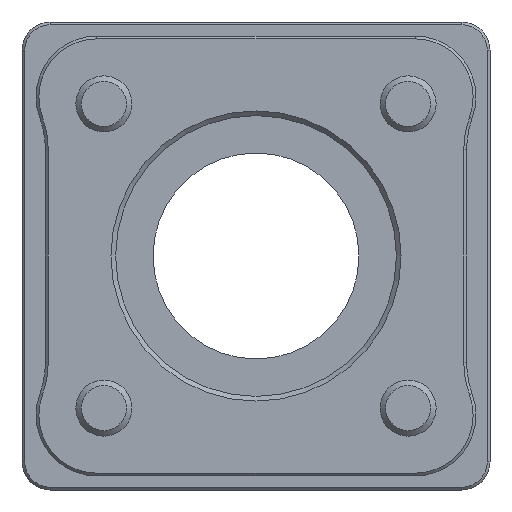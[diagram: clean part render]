
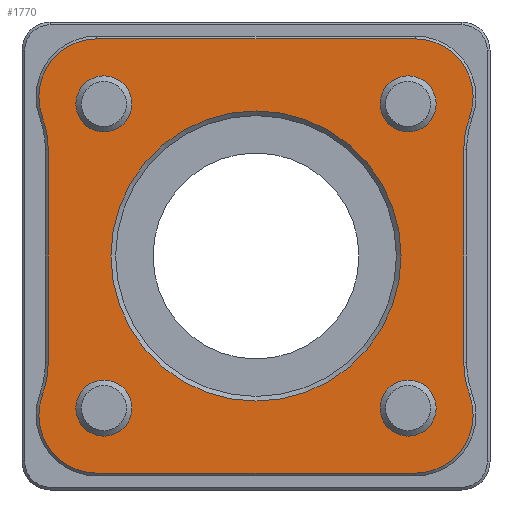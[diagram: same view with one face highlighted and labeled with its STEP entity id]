
A CAD part, front view. The second image highlights one B-rep face of the part: STEP entity #1770.
In plain terms, the highlighted planar face has unit normal (0, -1, 0).
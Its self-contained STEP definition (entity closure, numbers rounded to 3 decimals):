
#87=LINE('',#2838,#235);
#88=LINE('',#2844,#236);
#89=LINE('',#2850,#237);
#90=LINE('',#2856,#238);
#235=VECTOR('',#2281,34.);
#236=VECTOR('',#2286,22.651);
#237=VECTOR('',#2291,34.);
#238=VECTOR('',#2296,22.651);
#351=PLANE('',#1920);
#428=FACE_BOUND('',#654,.T.);
#429=FACE_BOUND('',#655,.T.);
#430=FACE_BOUND('',#656,.T.);
#431=FACE_BOUND('',#657,.T.);
#432=FACE_BOUND('',#658,.T.);
#510=FACE_OUTER_BOUND('',#653,.T.);
#653=EDGE_LOOP('',(#1413,#1414,#1415,#1416,#1417,#1418,#1419,#1420,#1421,
#1422,#1423,#1424));
#654=EDGE_LOOP('',(#1425));
#655=EDGE_LOOP('',(#1426));
#656=EDGE_LOOP('',(#1427));
#657=EDGE_LOOP('',(#1428));
#658=EDGE_LOOP('',(#1429));
#776=CIRCLE('',#1919,15.5);
#777=CIRCLE('',#1921,6.2);
#778=CIRCLE('',#1922,10.4);
#779=CIRCLE('',#1923,10.4);
#780=CIRCLE('',#1924,6.2);
#781=CIRCLE('',#1925,6.2);
#782=CIRCLE('',#1926,10.4);
#783=CIRCLE('',#1927,10.4);
#784=CIRCLE('',#1928,6.2);
#785=CIRCLE('',#1929,3.);
#786=CIRCLE('',#1930,3.);
#787=CIRCLE('',#1931,3.);
#788=CIRCLE('',#1932,3.);
#908=VERTEX_POINT('',#2833);
#909=VERTEX_POINT('',#2836);
#910=VERTEX_POINT('',#2837);
#911=VERTEX_POINT('',#2839);
#912=VERTEX_POINT('',#2841);
#913=VERTEX_POINT('',#2843);
#914=VERTEX_POINT('',#2845);
#915=VERTEX_POINT('',#2847);
#916=VERTEX_POINT('',#2849);
#917=VERTEX_POINT('',#2851);
#918=VERTEX_POINT('',#2853);
#919=VERTEX_POINT('',#2855);
#920=VERTEX_POINT('',#2857);
#921=VERTEX_POINT('',#2860);
#922=VERTEX_POINT('',#2862);
#923=VERTEX_POINT('',#2864);
#924=VERTEX_POINT('',#2866);
#1092=EDGE_CURVE('',#908,#908,#776,.T.);
#1093=EDGE_CURVE('',#909,#910,#87,.T.);
#1094=EDGE_CURVE('',#911,#909,#777,.T.);
#1095=EDGE_CURVE('',#912,#911,#778,.T.);
#1096=EDGE_CURVE('',#913,#912,#88,.T.);
#1097=EDGE_CURVE('',#914,#913,#779,.T.);
#1098=EDGE_CURVE('',#915,#914,#780,.T.);
#1099=EDGE_CURVE('',#916,#915,#89,.T.);
#1100=EDGE_CURVE('',#917,#916,#781,.T.);
#1101=EDGE_CURVE('',#918,#917,#782,.T.);
#1102=EDGE_CURVE('',#919,#918,#90,.T.);
#1103=EDGE_CURVE('',#920,#919,#783,.T.);
#1104=EDGE_CURVE('',#910,#920,#784,.T.);
#1105=EDGE_CURVE('',#921,#921,#785,.T.);
#1106=EDGE_CURVE('',#922,#922,#786,.T.);
#1107=EDGE_CURVE('',#923,#923,#787,.T.);
#1108=EDGE_CURVE('',#924,#924,#788,.T.);
#1413=ORIENTED_EDGE('',*,*,#1093,.F.);
#1414=ORIENTED_EDGE('',*,*,#1094,.F.);
#1415=ORIENTED_EDGE('',*,*,#1095,.F.);
#1416=ORIENTED_EDGE('',*,*,#1096,.F.);
#1417=ORIENTED_EDGE('',*,*,#1097,.F.);
#1418=ORIENTED_EDGE('',*,*,#1098,.F.);
#1419=ORIENTED_EDGE('',*,*,#1099,.F.);
#1420=ORIENTED_EDGE('',*,*,#1100,.F.);
#1421=ORIENTED_EDGE('',*,*,#1101,.F.);
#1422=ORIENTED_EDGE('',*,*,#1102,.F.);
#1423=ORIENTED_EDGE('',*,*,#1103,.F.);
#1424=ORIENTED_EDGE('',*,*,#1104,.F.);
#1425=ORIENTED_EDGE('',*,*,#1105,.T.);
#1426=ORIENTED_EDGE('',*,*,#1106,.T.);
#1427=ORIENTED_EDGE('',*,*,#1107,.T.);
#1428=ORIENTED_EDGE('',*,*,#1108,.T.);
#1429=ORIENTED_EDGE('',*,*,#1092,.F.);
#1770=ADVANCED_FACE('',(#510,#428,#429,#430,#431,#432),#351,.F.);
#1919=AXIS2_PLACEMENT_3D('',#2834,#2277,#2278);
#1920=AXIS2_PLACEMENT_3D('',#2835,#2279,#2280);
#1921=AXIS2_PLACEMENT_3D('',#2840,#2282,#2283);
#1922=AXIS2_PLACEMENT_3D('',#2842,#2284,#2285);
#1923=AXIS2_PLACEMENT_3D('',#2846,#2287,#2288);
#1924=AXIS2_PLACEMENT_3D('',#2848,#2289,#2290);
#1925=AXIS2_PLACEMENT_3D('',#2852,#2292,#2293);
#1926=AXIS2_PLACEMENT_3D('',#2854,#2294,#2295);
#1927=AXIS2_PLACEMENT_3D('',#2858,#2297,#2298);
#1928=AXIS2_PLACEMENT_3D('',#2859,#2299,#2300);
#1929=AXIS2_PLACEMENT_3D('',#2861,#2301,#2302);
#1930=AXIS2_PLACEMENT_3D('',#2863,#2303,#2304);
#1931=AXIS2_PLACEMENT_3D('',#2865,#2305,#2306);
#1932=AXIS2_PLACEMENT_3D('',#2867,#2307,#2308);
#2277=DIRECTION('center_axis',(0.,-1.,0.));
#2278=DIRECTION('ref_axis',(-1.,0.,0.));
#2279=DIRECTION('center_axis',(0.,1.,0.));
#2280=DIRECTION('ref_axis',(0.,0.,1.));
#2281=DIRECTION('',(1.,0.,0.));
#2282=DIRECTION('center_axis',(0.,1.,0.));
#2283=DIRECTION('ref_axis',(-0.94,0.,-0.342));
#2284=DIRECTION('center_axis',(0.,-1.,0.));
#2285=DIRECTION('ref_axis',(0.94,0.,0.342));
#2286=DIRECTION('',(0.,0.,1.));
#2287=DIRECTION('center_axis',(0.,-1.,0.));
#2288=DIRECTION('ref_axis',(1.,0.,0.));
#2289=DIRECTION('center_axis',(0.,1.,0.));
#2290=DIRECTION('ref_axis',(0.,0.,-1.));
#2291=DIRECTION('',(-1.,0.,0.));
#2292=DIRECTION('center_axis',(0.,1.,0.));
#2293=DIRECTION('ref_axis',(0.94,0.,0.342));
#2294=DIRECTION('center_axis',(0.,-1.,0.));
#2295=DIRECTION('ref_axis',(-0.94,0.,-0.342));
#2296=DIRECTION('',(0.,0.,-1.));
#2297=DIRECTION('center_axis',(0.,-1.,0.));
#2298=DIRECTION('ref_axis',(-1.,0.,0.));
#2299=DIRECTION('center_axis',(0.,1.,0.));
#2300=DIRECTION('ref_axis',(0.,0.,1.));
#2301=DIRECTION('center_axis',(0.,1.,0.));
#2302=DIRECTION('ref_axis',(-1.,0.,0.));
#2303=DIRECTION('center_axis',(0.,1.,0.));
#2304=DIRECTION('ref_axis',(-1.,0.,0.));
#2305=DIRECTION('center_axis',(0.,1.,0.));
#2306=DIRECTION('ref_axis',(-1.,0.,0.));
#2307=DIRECTION('center_axis',(0.,1.,0.));
#2308=DIRECTION('ref_axis',(-1.,0.,0.));
#2833=CARTESIAN_POINT('',(15.5,0.,0.));
#2834=CARTESIAN_POINT('Origin',(0.,0.,0.));
#2835=CARTESIAN_POINT('Origin',(0.,0.,0.));
#2836=CARTESIAN_POINT('',(-17.,0.,23.2));
#2837=CARTESIAN_POINT('',(17.,0.,23.2));
#2838=CARTESIAN_POINT('',(-8.5,0.,23.2));
#2839=CARTESIAN_POINT('',(-22.827,0.,14.881));
#2840=CARTESIAN_POINT('Origin',(-17.,0.,17.));
#2841=CARTESIAN_POINT('',(-22.2,0.,11.325));
#2842=CARTESIAN_POINT('Origin',(-32.6,0.,11.325));
#2843=CARTESIAN_POINT('',(-22.2,0.,-11.325));
#2844=CARTESIAN_POINT('',(-22.2,0.,-5.663));
#2845=CARTESIAN_POINT('',(-22.827,0.,-14.881));
#2846=CARTESIAN_POINT('Origin',(-32.6,0.,-11.325));
#2847=CARTESIAN_POINT('',(-17.,0.,-23.2));
#2848=CARTESIAN_POINT('Origin',(-17.,0.,-17.));
#2849=CARTESIAN_POINT('',(17.,0.,-23.2));
#2850=CARTESIAN_POINT('',(8.5,0.,-23.2));
#2851=CARTESIAN_POINT('',(22.827,0.,-14.881));
#2852=CARTESIAN_POINT('Origin',(17.,0.,-17.));
#2853=CARTESIAN_POINT('',(22.2,0.,-11.325));
#2854=CARTESIAN_POINT('Origin',(32.6,0.,-11.325));
#2855=CARTESIAN_POINT('',(22.2,0.,11.325));
#2856=CARTESIAN_POINT('',(22.2,0.,5.663));
#2857=CARTESIAN_POINT('',(22.827,0.,14.881));
#2858=CARTESIAN_POINT('Origin',(32.6,0.,11.325));
#2859=CARTESIAN_POINT('Origin',(17.,0.,17.));
#2860=CARTESIAN_POINT('',(-13.25,0.,-16.25));
#2861=CARTESIAN_POINT('Origin',(-16.25,0.,-16.25));
#2862=CARTESIAN_POINT('',(-13.25,0.,16.25));
#2863=CARTESIAN_POINT('Origin',(-16.25,0.,16.25));
#2864=CARTESIAN_POINT('',(19.25,0.,16.25));
#2865=CARTESIAN_POINT('Origin',(16.25,0.,16.25));
#2866=CARTESIAN_POINT('',(19.25,0.,-16.25));
#2867=CARTESIAN_POINT('Origin',(16.25,0.,-16.25));
